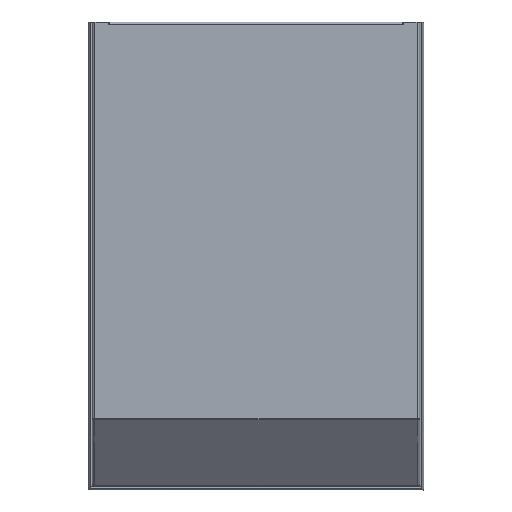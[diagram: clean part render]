
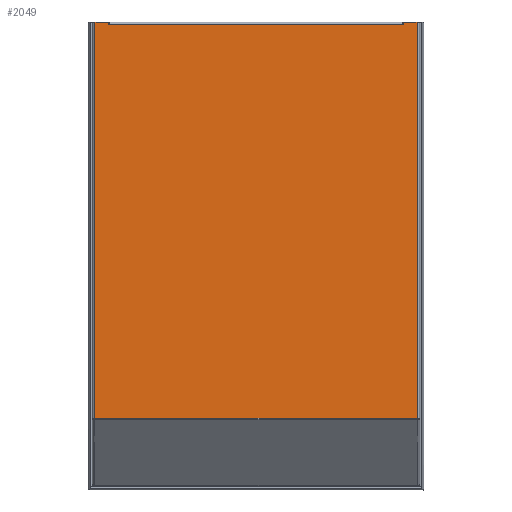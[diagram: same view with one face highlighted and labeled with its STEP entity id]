
A CAD part, front view. The second image highlights one B-rep face of the part: STEP entity #2049.
In plain terms, the highlighted planar face has unit normal (0, -1, 0).
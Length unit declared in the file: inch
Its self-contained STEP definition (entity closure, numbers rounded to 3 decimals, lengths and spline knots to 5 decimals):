
#6 = VERTEX_POINT ( 'NONE', #4476 ) ;
#61 = CARTESIAN_POINT ( 'NONE',  ( 4.57874, -2.16535, 0. ) ) ;
#153 = CARTESIAN_POINT ( 'NONE',  ( -4.11617, -2.16535, -0.07874 ) ) ;
#200 = VECTOR ( 'NONE', #7928, 39.37008 ) ;
#448 = PLANE ( 'NONE',  #5855 ) ;
#574 = EDGE_CURVE ( 'NONE', #14617, #6, #712, .T. ) ;
#712 = LINE ( 'NONE', #8999, #5631 ) ;
#820 = VERTEX_POINT ( 'NONE', #11039 ) ;
#1061 = EDGE_CURVE ( 'NONE', #820, #9009, #4865, .T. ) ;
#1083 = VECTOR ( 'NONE', #13437, 39.37008 ) ;
#1291 = ORIENTED_EDGE ( 'NONE', *, *, #5611, .T. ) ;
#2049 = ADVANCED_FACE ( 'NONE', ( #6676 ), #448, .F. ) ;
#2438 = EDGE_CURVE ( 'NONE', #4848, #15191, #11968, .T. ) ;
#2642 = DIRECTION ( 'NONE',  ( 0., 0., 1. ) ) ;
#2717 = LINE ( 'NONE', #12287, #12026 ) ;
#2831 = VECTOR ( 'NONE', #3191, 39.37008 ) ;
#2853 = EDGE_CURVE ( 'NONE', #5840, #4848, #7880, .T. ) ;
#2883 = CARTESIAN_POINT ( 'NONE',  ( -4.50787, -2.16535, -11.11535 ) ) ;
#2993 = ORIENTED_EDGE ( 'NONE', *, *, #8400, .T. ) ;
#3134 = VERTEX_POINT ( 'NONE', #3650 ) ;
#3191 = DIRECTION ( 'NONE',  ( 0., 0., -1. ) ) ;
#3488 = VECTOR ( 'NONE', #12158, 39.37008 ) ;
#3501 = DIRECTION ( 'NONE',  ( -1., 0., 0. ) ) ;
#3523 = VERTEX_POINT ( 'NONE', #13410 ) ;
#3650 = CARTESIAN_POINT ( 'NONE',  ( -4.11417, -2.16535, -0.07087 ) ) ;
#3685 = CARTESIAN_POINT ( 'NONE',  ( 4.11617, -2.16535, 0. ) ) ;
#3793 = VECTOR ( 'NONE', #3501, 39.37008 ) ;
#3831 = CARTESIAN_POINT ( 'NONE',  ( -4.11617, -2.16535, 0. ) ) ;
#3892 = DIRECTION ( 'NONE',  ( 1., 0., 0. ) ) ;
#4073 = CARTESIAN_POINT ( 'NONE',  ( 4.57874, -2.16535, 0. ) ) ;
#4166 = CARTESIAN_POINT ( 'NONE',  ( 4.57874, -2.16535, -0.07087 ) ) ;
#4263 = LINE ( 'NONE', #5598, #200 ) ;
#4476 = CARTESIAN_POINT ( 'NONE',  ( 4.50787, -2.16535, 0. ) ) ;
#4764 = LINE ( 'NONE', #61, #8113 ) ;
#4824 = CARTESIAN_POINT ( 'NONE',  ( 4.11417, -2.16535, -0.07874 ) ) ;
#4848 = VERTEX_POINT ( 'NONE', #11584 ) ;
#4865 = LINE ( 'NONE', #13312, #3488 ) ;
#4985 = LINE ( 'NONE', #9758, #6337 ) ;
#5054 = EDGE_CURVE ( 'NONE', #15191, #6939, #2717, .T. ) ;
#5598 = CARTESIAN_POINT ( 'NONE',  ( -4.11417, -2.16535, 0. ) ) ;
#5611 = EDGE_CURVE ( 'NONE', #13511, #3523, #7826, .T. ) ;
#5631 = VECTOR ( 'NONE', #7829, 39.37008 ) ;
#5840 = VERTEX_POINT ( 'NONE', #3685 ) ;
#5855 = AXIS2_PLACEMENT_3D ( 'NONE', #4073, #13751, #10145 ) ;
#6159 = DIRECTION ( 'NONE',  ( -1., 0., 0. ) ) ;
#6174 = VECTOR ( 'NONE', #12423, 39.37008 ) ;
#6194 = ORIENTED_EDGE ( 'NONE', *, *, #574, .T. ) ;
#6337 = VECTOR ( 'NONE', #3892, 39.37008 ) ;
#6676 = FACE_OUTER_BOUND ( 'NONE', #7913, .T. ) ;
#6717 = LINE ( 'NONE', #2883, #2831 ) ;
#6759 = ORIENTED_EDGE ( 'NONE', *, *, #8852, .T. ) ;
#6939 = VERTEX_POINT ( 'NONE', #7890 ) ;
#7231 = EDGE_CURVE ( 'NONE', #3134, #820, #4263, .T. ) ;
#7464 = CARTESIAN_POINT ( 'NONE',  ( 4.11417, -2.16535, -0.07874 ) ) ;
#7652 = LINE ( 'NONE', #3831, #1083 ) ;
#7826 = LINE ( 'NONE', #9150, #13225 ) ;
#7829 = DIRECTION ( 'NONE',  ( 0., 0., 1. ) ) ;
#7880 = LINE ( 'NONE', #9127, #6174 ) ;
#7890 = CARTESIAN_POINT ( 'NONE',  ( 4.11417, -2.16535, -0.07087 ) ) ;
#7913 = EDGE_LOOP ( 'NONE', ( #8049, #6759, #13117, #10096, #10021, #1291, #2993, #7932, #6194, #13000, #11323, #11439 ) ) ;
#7928 = DIRECTION ( 'NONE',  ( 0., 0., -1. ) ) ;
#7932 = ORIENTED_EDGE ( 'NONE', *, *, #8601, .T. ) ;
#8049 = ORIENTED_EDGE ( 'NONE', *, *, #5054, .T. ) ;
#8113 = VECTOR ( 'NONE', #6159, 39.37008 ) ;
#8400 = EDGE_CURVE ( 'NONE', #3523, #12319, #6717, .T. ) ;
#8601 = EDGE_CURVE ( 'NONE', #12319, #14617, #4985, .T. ) ;
#8852 = EDGE_CURVE ( 'NONE', #6939, #3134, #11284, .T. ) ;
#8920 = DIRECTION ( 'NONE',  ( -1., 0., 0. ) ) ;
#8999 = CARTESIAN_POINT ( 'NONE',  ( 4.50787, -2.16535, 0. ) ) ;
#9009 = VERTEX_POINT ( 'NONE', #153 ) ;
#9127 = CARTESIAN_POINT ( 'NONE',  ( 4.11617, -2.16535, 0. ) ) ;
#9139 = EDGE_CURVE ( 'NONE', #9009, #13511, #7652, .T. ) ;
#9150 = CARTESIAN_POINT ( 'NONE',  ( 4.57874, -2.16535, 0. ) ) ;
#9234 = DIRECTION ( 'NONE',  ( -1., 0., 0. ) ) ;
#9758 = CARTESIAN_POINT ( 'NONE',  ( 4.57874, -2.16535, -11.08956 ) ) ;
#10021 = ORIENTED_EDGE ( 'NONE', *, *, #9139, .T. ) ;
#10096 = ORIENTED_EDGE ( 'NONE', *, *, #1061, .T. ) ;
#10145 = DIRECTION ( 'NONE',  ( 0., 0., 1. ) ) ;
#11039 = CARTESIAN_POINT ( 'NONE',  ( -4.11417, -2.16535, -0.07874 ) ) ;
#11200 = CARTESIAN_POINT ( 'NONE',  ( -4.11617, -2.16535, 0. ) ) ;
#11284 = LINE ( 'NONE', #4166, #12090 ) ;
#11323 = ORIENTED_EDGE ( 'NONE', *, *, #2853, .T. ) ;
#11439 = ORIENTED_EDGE ( 'NONE', *, *, #2438, .T. ) ;
#11584 = CARTESIAN_POINT ( 'NONE',  ( 4.11617, -2.16535, -0.07874 ) ) ;
#11968 = LINE ( 'NONE', #4824, #3793 ) ;
#12026 = VECTOR ( 'NONE', #2642, 39.37008 ) ;
#12090 = VECTOR ( 'NONE', #8920, 39.37008 ) ;
#12158 = DIRECTION ( 'NONE',  ( -1., 0., 0. ) ) ;
#12287 = CARTESIAN_POINT ( 'NONE',  ( 4.11417, -2.16535, 0. ) ) ;
#12319 = VERTEX_POINT ( 'NONE', #14028 ) ;
#12423 = DIRECTION ( 'NONE',  ( 0., 0., -1. ) ) ;
#13000 = ORIENTED_EDGE ( 'NONE', *, *, #14607, .T. ) ;
#13117 = ORIENTED_EDGE ( 'NONE', *, *, #7231, .T. ) ;
#13225 = VECTOR ( 'NONE', #9234, 39.37008 ) ;
#13312 = CARTESIAN_POINT ( 'NONE',  ( -4.11417, -2.16535, -0.07874 ) ) ;
#13410 = CARTESIAN_POINT ( 'NONE',  ( -4.50787, -2.16535, 0. ) ) ;
#13437 = DIRECTION ( 'NONE',  ( 0., 0., 1. ) ) ;
#13511 = VERTEX_POINT ( 'NONE', #11200 ) ;
#13751 = DIRECTION ( 'NONE',  ( 0., 1., 0. ) ) ;
#14028 = CARTESIAN_POINT ( 'NONE',  ( -4.50787, -2.16535, -11.08956 ) ) ;
#14298 = CARTESIAN_POINT ( 'NONE',  ( 4.50787, -2.16535, -11.08956 ) ) ;
#14607 = EDGE_CURVE ( 'NONE', #6, #5840, #4764, .T. ) ;
#14617 = VERTEX_POINT ( 'NONE', #14298 ) ;
#15191 = VERTEX_POINT ( 'NONE', #7464 ) ;
